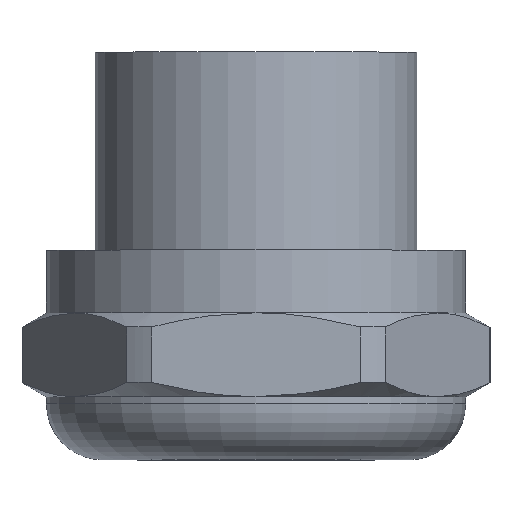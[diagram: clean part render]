
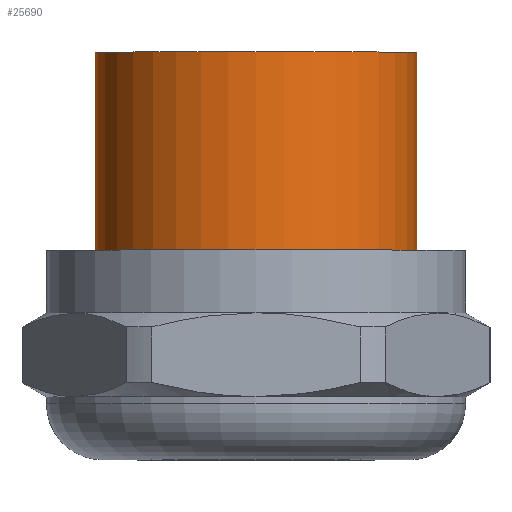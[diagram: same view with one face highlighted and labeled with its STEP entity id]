
A CAD part, top view. The second image highlights one B-rep face of the part: STEP entity #25690.
In plain terms, the highlighted cylindrical face has radius 11.5 mm (diameter 23 mm), a partial arc.
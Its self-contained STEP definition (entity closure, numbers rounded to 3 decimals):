
#23070=CARTESIAN_POINT('',(0.,0.,4.82));
#23080=DIRECTION('',(0.,0.,-1.));
#23090=DIRECTION('',(-1.,0.,0.));
#23100=AXIS2_PLACEMENT_3D('',#23070,#23080,#23090);
#23110=CIRCLE('',#23100,11.5);
#23120=CARTESIAN_POINT('',(-11.5,0.,4.82));
#23130=VERTEX_POINT('',#23120);
#23140=CARTESIAN_POINT('',(11.5,0.,4.82));
#23150=VERTEX_POINT('',#23140);
#23160=EDGE_CURVE('',#23130,#23150,#23110,.T.);
#23400=CARTESIAN_POINT('',(11.5,0.,-5.18));
#23410=DIRECTION('',(0.,0.,-1.));
#23420=VECTOR('',#23410,1.);
#23430=LINE('',#23400,#23420);
#23440=CARTESIAN_POINT('',(11.5,0.,-14.18));
#23450=VERTEX_POINT('',#23440);
#23460=EDGE_CURVE('',#23150,#23450,#23430,.T.);
#23480=CARTESIAN_POINT('',(0.,0.,-14.18));
#23490=DIRECTION('',(0.,0.,-1.));
#23500=DIRECTION('',(-1.,0.,0.));
#23510=AXIS2_PLACEMENT_3D('',#23480,#23490,#23500);
#23520=CIRCLE('',#23510,11.5);
#23530=CARTESIAN_POINT('',(-11.5,0.,-14.18));
#23540=VERTEX_POINT('',#23530);
#23570=CARTESIAN_POINT('',(-11.5,0.,-5.18));
#23580=DIRECTION('',(0.,0.,-1.));
#23590=VECTOR('',#23580,1.);
#23600=LINE('',#23570,#23590);
#23610=EDGE_CURVE('',#23130,#23540,#23600,.T.);
#24020=EDGE_CURVE('',#23540,#23450,#23520,.T.);
#25580=CARTESIAN_POINT('',(0.,0.,-5.18));
#25590=DIRECTION('',(0.,0.,-1.));
#25600=DIRECTION('',(-1.,0.,0.));
#25610=AXIS2_PLACEMENT_3D('',#25580,#25590,#25600);
#25620=CYLINDRICAL_SURFACE('',#25610,11.5);
#25630=ORIENTED_EDGE('',*,*,#24020,.F.);
#25640=ORIENTED_EDGE('',*,*,#23460,.T.);
#25650=ORIENTED_EDGE('',*,*,#23160,.T.);
#25660=ORIENTED_EDGE('',*,*,#23610,.F.);
#25670=EDGE_LOOP('',(#25660,#25650,#25640,#25630));
#25680=FACE_OUTER_BOUND('',#25670,.T.);
#25690=ADVANCED_FACE('',(#25680),#25620,.T.);
